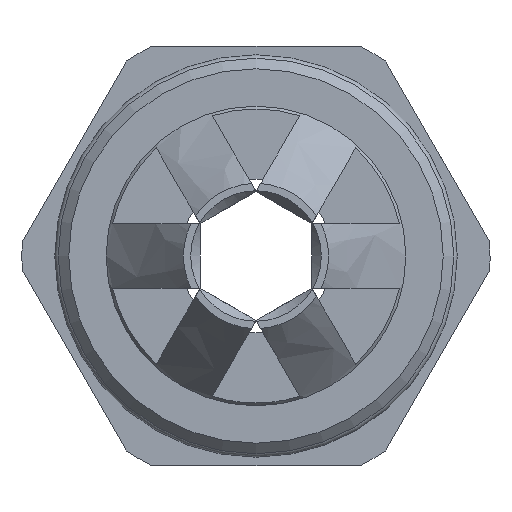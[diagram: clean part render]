
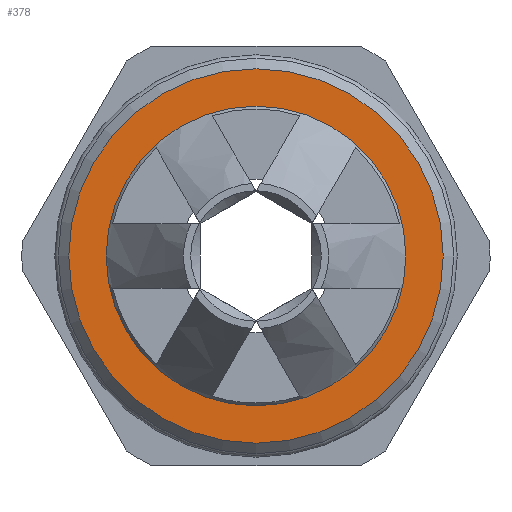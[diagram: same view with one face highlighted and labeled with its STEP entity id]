
A CAD part, left-side view. The second image highlights one B-rep face of the part: STEP entity #378.
In plain terms, the highlighted planar face has unit normal (-1, 0, 0).
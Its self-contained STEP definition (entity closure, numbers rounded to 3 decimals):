
#378 = ADVANCED_FACE( '', ( #829, #830 ), #831, .T. );
#829 = FACE_BOUND( '', #1349, .T. );
#830 = FACE_OUTER_BOUND( '', #1350, .T. );
#831 = PLANE( '', #1351 );
#1349 = EDGE_LOOP( '', ( #2453 ) );
#1350 = EDGE_LOOP( '', ( #2454 ) );
#1351 = AXIS2_PLACEMENT_3D( '', #2455, #2456, #2457 );
#2453 = ORIENTED_EDGE( '', *, *, #3310, .T. );
#2454 = ORIENTED_EDGE( '', *, *, #3472, .F. );
#2455 = CARTESIAN_POINT( '', ( 0., 13.4, 0. ) );
#2456 = DIRECTION( '', ( -1., 0., 0. ) );
#2457 = DIRECTION( '', ( 0., 0., 1. ) );
#3310 = EDGE_CURVE( '', #4068, #4068, #4069, .T. );
#3472 = EDGE_CURVE( '', #4296, #4296, #4297, .T. );
#4068 = VERTEX_POINT( '', #5414 );
#4069 = CIRCLE( '', #5415, 10.72 );
#4296 = VERTEX_POINT( '', #5947 );
#4297 = CIRCLE( '', #5948, 13.4 );
#5414 = CARTESIAN_POINT( '', ( 0., 0., -10.72 ) );
#5415 = AXIS2_PLACEMENT_3D( '', #6445, #6446, #6447 );
#5947 = CARTESIAN_POINT( '', ( 0., 0., -13.4 ) );
#5948 = AXIS2_PLACEMENT_3D( '', #6569, #6570, #6571 );
#6445 = CARTESIAN_POINT( '', ( 0., 0., 0. ) );
#6446 = DIRECTION( '', ( 1., 0., 0. ) );
#6447 = DIRECTION( '', ( 0., 0., -1. ) );
#6569 = CARTESIAN_POINT( '', ( 0., 0., 0. ) );
#6570 = DIRECTION( '', ( 1., 0., 0. ) );
#6571 = DIRECTION( '', ( 0., 0., -1. ) );
